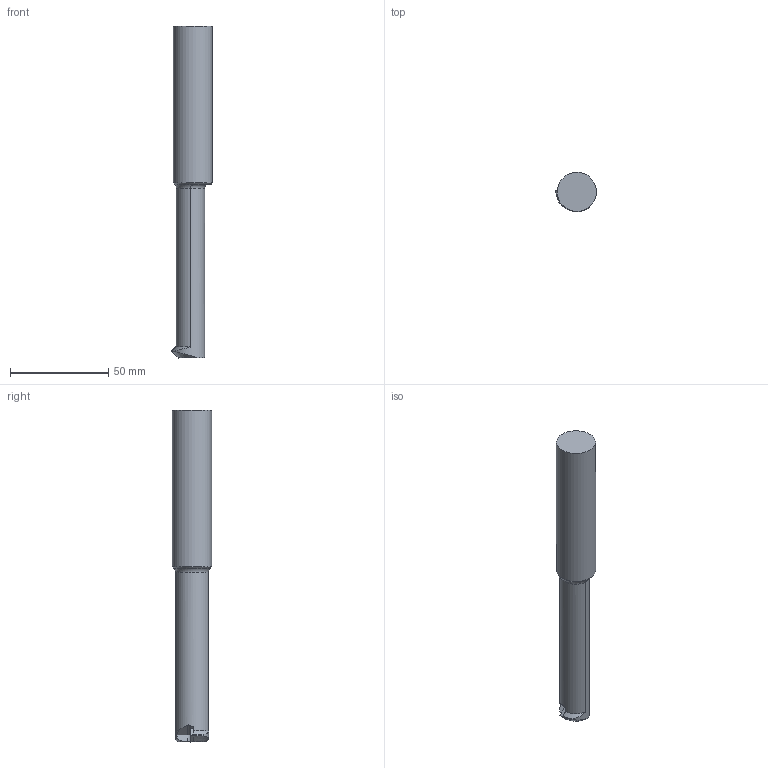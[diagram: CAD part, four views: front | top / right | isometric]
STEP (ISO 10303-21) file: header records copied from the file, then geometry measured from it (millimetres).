
FILE_DESCRIPTION((''),'1');
FILE_NAME('ST20-CM20-45B-86.stp','2024-01-12T00:07:56',(''),(''),'Spatial Interop R21 SP3','Kubotek KeyCreator 2011 V10.0.2 (22737)',' ');
FILE_SCHEMA(('automotive_design'));
Length unit declared in the file: millimetre
Products named in the file (2): 240[2]; 241[3]
Bounding box: 20.85 x 20 x 169.35 mm (x, y, z)
Volume: 41493.6 mm3; surface area: 10014.4 mm2
Topology: 2 solids, 2 shells, 36 faces, 108 edges, 76 vertices
Faces by surface type: plane 18, cylinder 11, cone 5, torus 2
Full cylindrical faces by diameter (mm): 20 x1
Entity records: 2310 total; most frequent: CARTESIAN_POINT 397, ORIENTED_EDGE 208, PRESENTATION_STYLE_ASSIGNMENT 180, COLOUR_RGB 180, DIRECTION 167, STYLED_ITEM 142, CURVE_STYLE 142, DRAUGHTING_PRE_DEFINED_CURVE_FONT 142
